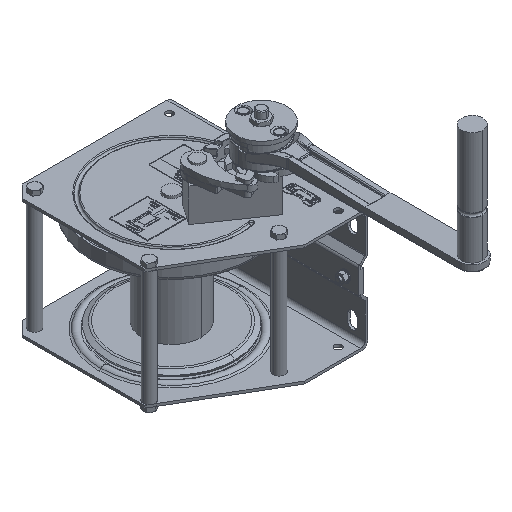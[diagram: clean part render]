
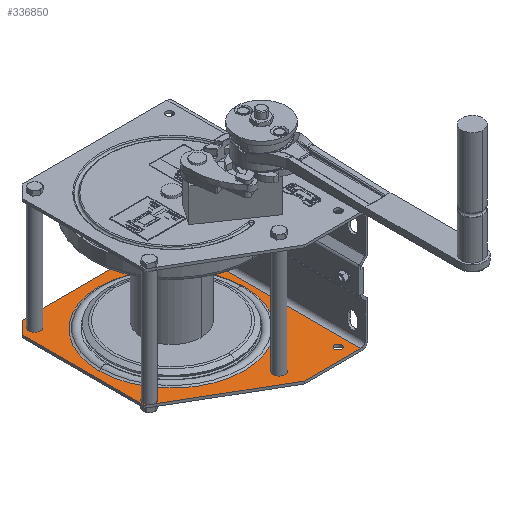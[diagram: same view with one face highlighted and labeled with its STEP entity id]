
A CAD part, isometric view. The second image highlights one B-rep face of the part: STEP entity #336850.
In plain terms, the highlighted face is planar.
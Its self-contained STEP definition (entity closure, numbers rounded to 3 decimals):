
#233690=CARTESIAN_POINT('',(-30.468,-343.418,73.));
#233700=VERTEX_POINT('',#233690);
#233750=CARTESIAN_POINT('',(-30.468,-343.418,80.));
#233760=DIRECTION('',(-1.,0.,0.));
#233770=DIRECTION('',(0.,0.,-1.));
#233780=AXIS2_PLACEMENT_3D('',#233750,#233760,#233770);
#233790=CIRCLE('',#233780,7.);
#233800=CARTESIAN_POINT('',(-30.468,-343.418,87.));
#233810=VERTEX_POINT('',#233800);
#233820=EDGE_CURVE('',#233810,#233700,#233790,.T.);
#335310=CARTESIAN_POINT('',(-30.468,-153.418,-27.));
#335320=VERTEX_POINT('',#335310);
#335350=CARTESIAN_POINT('',(-30.468,-153.418,-20.));
#335360=DIRECTION('',(-1.,0.,0.));
#335370=DIRECTION('',(0.,0.,-1.));
#335380=AXIS2_PLACEMENT_3D('',#335350,#335360,#335370);
#335390=CIRCLE('',#335380,7.);
#335400=CARTESIAN_POINT('',(-30.468,-153.418,-13.));
#335410=VERTEX_POINT('',#335400);
#335420=EDGE_CURVE('',#335410,#335320,#335390,.T.);
#335540=CARTESIAN_POINT('',(-30.468,-260.918,
84.791));
#335550=DIRECTION('',(-1.,0.,0.));
#335560=DIRECTION('',(0.,0.,1.));
#335570=AXIS2_PLACEMENT_3D('',#335540,#335550,#335560);
#335580=PLANE('',#335570);
#335590=EDGE_CURVE('',#335320,#335410,#335390,.T.);
#335600=ORIENTED_EDGE('',*,*,#335590,.F.);
#335610=ORIENTED_EDGE('',*,*,#335420,.F.);
#335620=EDGE_LOOP('',(#335610,#335600));
#335630=FACE_BOUND('',#335620,.T.);
#335640=CARTESIAN_POINT('',(-30.468,-260.918,0.));
#335650=DIRECTION('',(-1.,0.,0.));
#335660=DIRECTION('',(0.,0.,1.));
#335670=AXIS2_PLACEMENT_3D('',#335640,#335650,#335660);
#335680=CIRCLE('',#335670,86.245);
#335690=CARTESIAN_POINT('',(-30.468,-260.918,
86.245));
#335700=VERTEX_POINT('',#335690);
#335710=CARTESIAN_POINT('',(-30.468,-260.918,
-86.245));
#335720=VERTEX_POINT('',#335710);
#335730=EDGE_CURVE('',#335700,#335720,#335680,.T.);
#335740=ORIENTED_EDGE('',*,*,#335730,.F.);
#335750=EDGE_CURVE('',#335720,#335700,#335680,.T.);
#335760=ORIENTED_EDGE('',*,*,#335750,.F.);
#335770=EDGE_LOOP('',(#335760,#335740));
#335780=FACE_BOUND('',#335770,.T.);
#335790=CARTESIAN_POINT('',(-30.468,-343.418,-80.));
#335800=DIRECTION('',(-1.,0.,0.));
#335810=DIRECTION('',(0.,0.,-1.));
#335820=AXIS2_PLACEMENT_3D('',#335790,#335800,#335810);
#335830=CIRCLE('',#335820,4.25);
#335840=CARTESIAN_POINT('',(-30.468,-343.418,-84.25))
;
#335850=VERTEX_POINT('',#335840);
#335860=CARTESIAN_POINT('',(-30.468,-343.418,-75.75))
;
#335870=VERTEX_POINT('',#335860);
#335880=EDGE_CURVE('',#335850,#335870,#335830,.T.);
#335890=ORIENTED_EDGE('',*,*,#335880,.F.);
#335900=EDGE_CURVE('',#335870,#335850,#335830,.T.);
#335910=ORIENTED_EDGE('',*,*,#335900,.F.);
#335920=EDGE_LOOP('',(#335910,#335890));
#335930=FACE_BOUND('',#335920,.T.);
#335940=EDGE_CURVE('',#233700,#233810,#233790,.T.);
#335950=ORIENTED_EDGE('',*,*,#335940,.F.);
#335960=ORIENTED_EDGE('',*,*,#233820,.F.);
#335970=EDGE_LOOP('',(#335960,#335950));
#335980=FACE_BOUND('',#335970,.T.);
#335990=CARTESIAN_POINT('',(-30.468,-347.315,-92.));
#336000=DIRECTION('',(0.,-1.,0.));
#336010=VECTOR('',#336000,1.);
#336020=LINE('',#335990,#336010);
#336030=CARTESIAN_POINT('',(-30.468,-128.418,-92.));
#336040=VERTEX_POINT('',#336030);
#336050=CARTESIAN_POINT('',(-30.468,-358.418,-92.));
#336060=VERTEX_POINT('',#336050);
#336070=EDGE_CURVE('',#336040,#336060,#336020,.T.);
#336080=ORIENTED_EDGE('',*,*,#336070,.T.);
#336090=CARTESIAN_POINT('',(-30.468,-128.418,-180.));
#336100=DIRECTION('',(0.,0.,1.));
#336110=VECTOR('',#336100,1.);
#336120=LINE('',#336090,#336110);
#336130=CARTESIAN_POINT('',(-30.468,-128.418,-25.));
#336140=VERTEX_POINT('',#336130);
#336150=EDGE_CURVE('',#336040,#336140,#336120,.T.);
#336160=ORIENTED_EDGE('',*,*,#336150,.F.);
#336170=CARTESIAN_POINT('',(-30.468,-198.418,95.));
#336180=DIRECTION('',(0.,0.504,-0.864));
#336190=VECTOR('',#336180,1.);
#336200=LINE('',#336170,#336190);
#336210=CARTESIAN_POINT('',(-30.468,-193.974,
87.381));
#336220=VERTEX_POINT('',#336210);
#336230=EDGE_CURVE('',#336220,#336140,#336200,.T.);
#336240=ORIENTED_EDGE('',*,*,#336230,.T.);
#336250=CARTESIAN_POINT('',(-30.468,-200.918,86.5));
#336260=DIRECTION('',(-1.,0.,0.));
#336270=DIRECTION('',(0.,0.,-1.));
#336280=AXIS2_PLACEMENT_3D('',#336250,#336260,#336270);
#336290=CIRCLE('',#336280,7.);
#336300=CARTESIAN_POINT('',(-30.468,-200.918,79.5));
#336310=VERTEX_POINT('',#336300);
#336320=EDGE_CURVE('',#336220,#336310,#336290,.T.);
#336330=ORIENTED_EDGE('',*,*,#336320,.F.);
#336340=CARTESIAN_POINT('',(-30.468,-200.918,93.5));
#336350=VERTEX_POINT('',#336340);
#336360=EDGE_CURVE('',#336310,#336350,#336290,.T.);
#336370=ORIENTED_EDGE('',*,*,#336360,.F.);
#336380=CARTESIAN_POINT('',(-30.468,-196.733,
92.111));
#336390=VERTEX_POINT('',#336380);
#336400=EDGE_CURVE('',#336350,#336390,#336290,.T.);
#336410=ORIENTED_EDGE('',*,*,#336400,.F.);
#336420=CARTESIAN_POINT('',(-30.468,-198.418,95.));
#336430=VERTEX_POINT('',#336420);
#336440=EDGE_CURVE('',#336430,#336390,#336200,.T.);
#336450=ORIENTED_EDGE('',*,*,#336440,.T.);
#336460=CARTESIAN_POINT('',(-30.468,-343.418,95.));
#336470=DIRECTION('',(0.,1.,0.));
#336480=VECTOR('',#336470,1.);
#336490=LINE('',#336460,#336480);
#336500=CARTESIAN_POINT('',(-30.468,-343.418,95.));
#336510=VERTEX_POINT('',#336500);
#336520=EDGE_CURVE('',#336510,#336430,#336490,.T.);
#336530=ORIENTED_EDGE('',*,*,#336520,.T.);
#336540=CARTESIAN_POINT('',(-30.468,-343.418,95.));
#336550=DIRECTION('',(0.,-0.707,-0.707));
#336560=VECTOR('',#336550,1.);
#336570=LINE('',#336540,#336560);
#336580=CARTESIAN_POINT('',(-30.468,-358.418,80.));
#336590=VERTEX_POINT('',#336580);
#336600=EDGE_CURVE('',#336510,#336590,#336570,.T.);
#336610=ORIENTED_EDGE('',*,*,#336600,.F.);
#336620=CARTESIAN_POINT('',(-30.468,-358.418,80.));
#336630=DIRECTION('',(0.,0.,-1.));
#336640=VECTOR('',#336630,1.);
#336650=LINE('',#336620,#336640);
#336660=EDGE_CURVE('',#336590,#336060,#336650,.T.);
#336670=ORIENTED_EDGE('',*,*,#336660,.F.);
#336680=EDGE_LOOP('',(#336670,#336610,#336530,#336450,#336410,#336370,
#336330,#336240,#336160,#336080));
#336690=FACE_OUTER_BOUND('',#336680,.T.);
#336700=CARTESIAN_POINT('',(-30.468,-143.418,-80.));
#336710=DIRECTION('',(-1.,0.,0.));
#336720=DIRECTION('',(0.,0.,-1.));
#336730=AXIS2_PLACEMENT_3D('',#336700,#336710,#336720);
#336740=CIRCLE('',#336730,4.25);
#336750=CARTESIAN_POINT('',(-30.468,-143.418,-84.25))
;
#336760=VERTEX_POINT('',#336750);
#336770=CARTESIAN_POINT('',(-30.468,-143.418,-75.75))
;
#336780=VERTEX_POINT('',#336770);
#336790=EDGE_CURVE('',#336760,#336780,#336740,.T.);
#336800=ORIENTED_EDGE('',*,*,#336790,.F.);
#336810=EDGE_CURVE('',#336780,#336760,#336740,.T.);
#336820=ORIENTED_EDGE('',*,*,#336810,.F.);
#336830=EDGE_LOOP('',(#336820,#336800));
#336840=FACE_BOUND('',#336830,.T.);
#336850=ADVANCED_FACE('',(#335630,#335780,#335930,#335980,#336690,
#336840),#335580,.T.);
